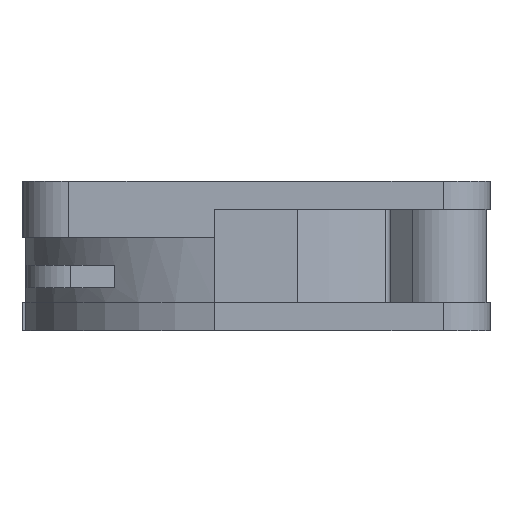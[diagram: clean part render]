
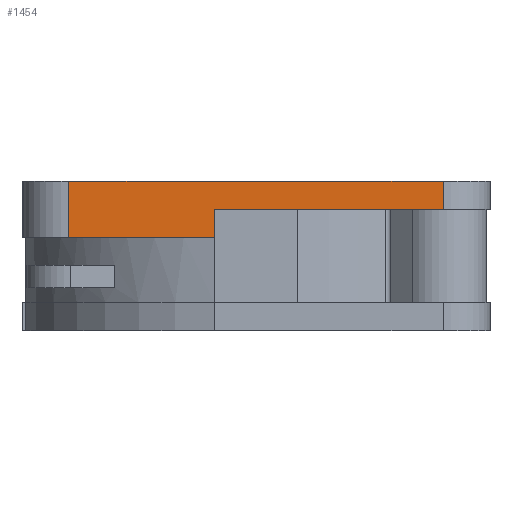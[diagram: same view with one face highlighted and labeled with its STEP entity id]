
A CAD part, left-side view. The second image highlights one B-rep face of the part: STEP entity #1454.
In plain terms, the highlighted planar face has unit normal (-1, 0, 0).
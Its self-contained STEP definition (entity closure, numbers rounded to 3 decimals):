
#1424=AXIS2_PLACEMENT_3D('Plane Axis2P3D',#1421,#1422,#1423) ;
#961=CARTESIAN_POINT('Vertex',(-12.5,-10.,-1.5)) ;
#964=CARTESIAN_POINT('Line Origine',(-12.5,-3.886,-1.5)) ;
#968=CARTESIAN_POINT('Vertex',(-12.5,2.227,-1.5)) ;
#1094=CARTESIAN_POINT('Vertex',(-12.5,10.,0.)) ;
#1097=CARTESIAN_POINT('Line Origine',(-12.5,6.114,0.)) ;
#1101=CARTESIAN_POINT('Vertex',(-12.5,2.227,0.)) ;
#1104=CARTESIAN_POINT('Line Origine',(-12.5,-3.886,0.)) ;
#1108=CARTESIAN_POINT('Vertex',(-12.5,-10.,0.)) ;
#1402=CARTESIAN_POINT('Line Origine',(-12.5,-10.,-0.75)) ;
#1421=CARTESIAN_POINT('Axis2P3D Location',(-12.5,2.227,-3.)) ;
#1426=CARTESIAN_POINT('Line Origine',(-12.5,6.114,-3.)) ;
#1430=CARTESIAN_POINT('Vertex',(-12.5,10.,-3.)) ;
#1432=CARTESIAN_POINT('Vertex',(-12.5,2.227,-3.)) ;
#1435=CARTESIAN_POINT('Line Origine',(-12.5,2.227,-2.25)) ;
#1440=CARTESIAN_POINT('Line Origine',(-12.5,10.,-1.5)) ;
#965=DIRECTION('Vector Direction',(0.,-1.,0.)) ;
#1098=DIRECTION('Vector Direction',(0.,-1.,0.)) ;
#1105=DIRECTION('Vector Direction',(0.,-1.,0.)) ;
#1403=DIRECTION('Vector Direction',(0.,0.,1.)) ;
#1422=DIRECTION('Axis2P3D Direction',(1.,0.,0.)) ;
#1423=DIRECTION('Axis2P3D XDirection',(0.,0.,-1.)) ;
#1427=DIRECTION('Vector Direction',(0.,-1.,0.)) ;
#1436=DIRECTION('Vector Direction',(0.,0.,1.)) ;
#1441=DIRECTION('Vector Direction',(0.,0.,1.)) ;
#966=VECTOR('Line Direction',#965,1.) ;
#1099=VECTOR('Line Direction',#1098,1.) ;
#1106=VECTOR('Line Direction',#1105,1.) ;
#1404=VECTOR('Line Direction',#1403,1.) ;
#1428=VECTOR('Line Direction',#1427,1.) ;
#1437=VECTOR('Line Direction',#1436,1.) ;
#1442=VECTOR('Line Direction',#1441,1.) ;
#1446=ORIENTED_EDGE('',*,*,#1434,.T.) ;
#1447=ORIENTED_EDGE('',*,*,#1439,.T.) ;
#1448=ORIENTED_EDGE('',*,*,#970,.T.) ;
#1449=ORIENTED_EDGE('',*,*,#1406,.T.) ;
#1450=ORIENTED_EDGE('',*,*,#1110,.F.) ;
#1451=ORIENTED_EDGE('',*,*,#1103,.F.) ;
#1452=ORIENTED_EDGE('',*,*,#1444,.F.) ;
#1454=ADVANCED_FACE('',(#1453),#1425,.F.) ;
#970=EDGE_CURVE('',#969,#962,#967,.T.) ;
#1103=EDGE_CURVE('',#1095,#1102,#1100,.T.) ;
#1110=EDGE_CURVE('',#1102,#1109,#1107,.T.) ;
#1406=EDGE_CURVE('',#962,#1109,#1405,.T.) ;
#1434=EDGE_CURVE('',#1431,#1433,#1429,.T.) ;
#1439=EDGE_CURVE('',#1433,#969,#1438,.T.) ;
#1444=EDGE_CURVE('',#1431,#1095,#1443,.T.) ;
#1445=EDGE_LOOP('',(#1446,#1447,#1448,#1449,#1450,#1451,#1452)) ;
#1453=FACE_OUTER_BOUND('',#1445,.T.) ;
#967=LINE('Line',#964,#966) ;
#1100=LINE('Line',#1097,#1099) ;
#1107=LINE('Line',#1104,#1106) ;
#1405=LINE('Line',#1402,#1404) ;
#1429=LINE('Line',#1426,#1428) ;
#1438=LINE('Line',#1435,#1437) ;
#1443=LINE('Line',#1440,#1442) ;
#1425=PLANE('Plane',#1424) ;
#962=VERTEX_POINT('',#961) ;
#969=VERTEX_POINT('',#968) ;
#1095=VERTEX_POINT('',#1094) ;
#1102=VERTEX_POINT('',#1101) ;
#1109=VERTEX_POINT('',#1108) ;
#1431=VERTEX_POINT('',#1430) ;
#1433=VERTEX_POINT('',#1432) ;
